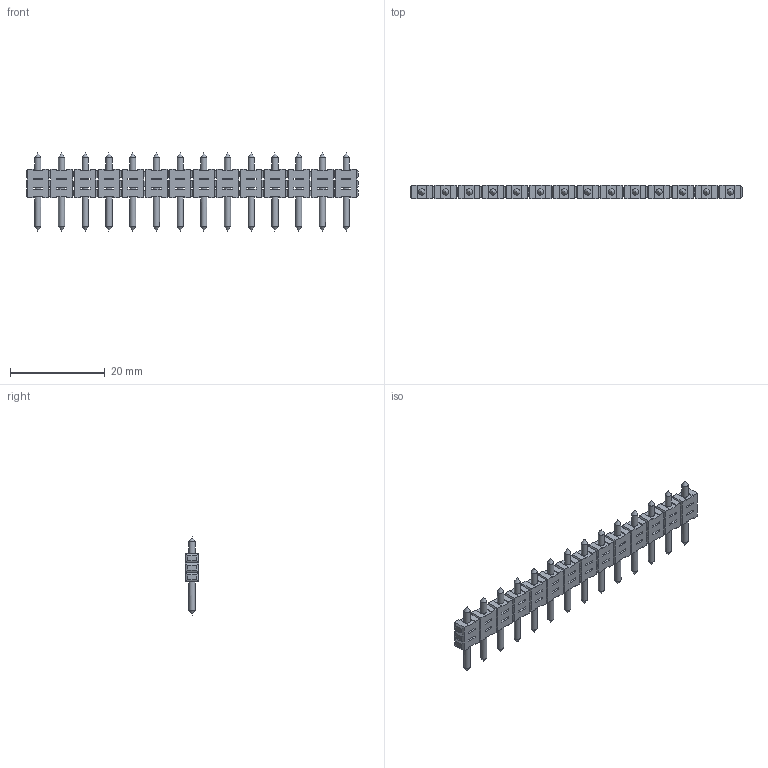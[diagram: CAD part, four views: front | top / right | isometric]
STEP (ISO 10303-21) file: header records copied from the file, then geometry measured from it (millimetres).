
FILE_DESCRIPTION(('STEP AP214'),'1');
FILE_NAME('PVST14-5.stp','2018-11-21T10:26:02',(' '),(' '),'Spatial InterOp 3D',' ',' ');
FILE_SCHEMA(('AUTOMOTIVE_DESIGN { 1 0 10303 214 1 1 1 1 }'));
Length unit declared in the file: metre
Products named in the file (1): 1
Bounding box: 70 x 2.8 x 16.5 mm (x, y, z)
Volume: 1231.2 mm3; surface area: 2328.3 mm2
Topology: 1 solids, 1 shells, 706 faces, 1818 edges, 1062 vertices
Faces by surface type: plane 622, cylinder 56, cone 28
Full cylindrical faces by diameter (mm): 1.3 x56
Entity records: 25317 total; most frequent: CARTESIAN_POINT 3335, ORIENTED_EDGE 3272, DIRECTION 3162, EDGE_CURVE 1636, LINE 1524, VECTOR 1524, VERTEX_POINT 992, EDGE_LOOP 902
